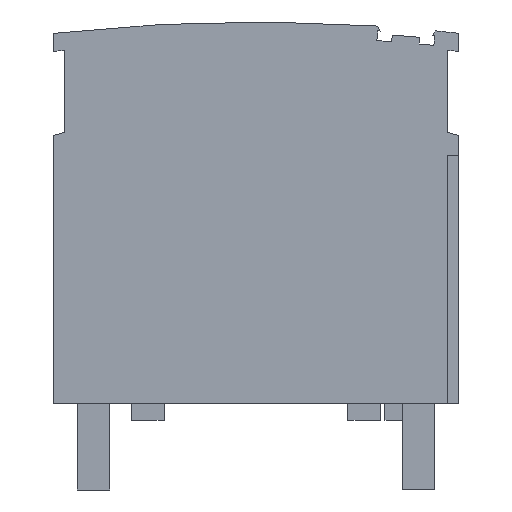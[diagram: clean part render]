
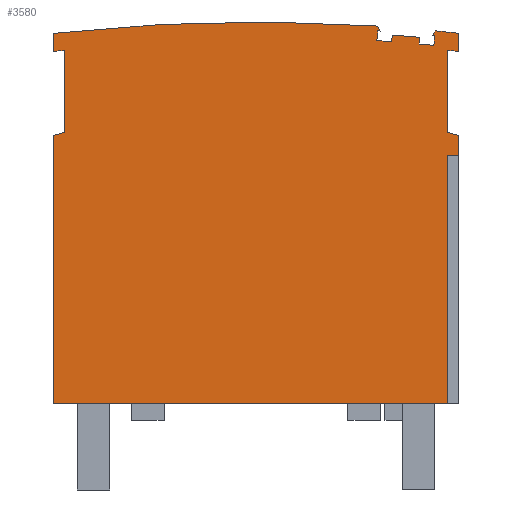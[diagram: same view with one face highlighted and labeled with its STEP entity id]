
A CAD part, left-side view. The second image highlights one B-rep face of the part: STEP entity #3580.
In plain terms, the highlighted face is planar.
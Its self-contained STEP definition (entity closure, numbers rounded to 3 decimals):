
#200=CARTESIAN_POINT('',(89.083,68.543,
-48.05));
#210=VERTEX_POINT('',#200);
#240=CARTESIAN_POINT('',(82.61,-9.,
-48.05));
#250=DIRECTION('',(-0.083,-0.997,
0.));
#260=VECTOR('',#250,1.);
#270=LINE('',#240,#260);
#280=CARTESIAN_POINT('',(88.994,67.476,
-48.05));
#290=VERTEX_POINT('',#280);
#300=EDGE_CURVE('',#210,#290,#270,.T.);
#670=CARTESIAN_POINT('',(87.402,67.609,
-48.05));
#680=VERTEX_POINT('',#670);
#710=CARTESIAN_POINT('',(87.708,-9.,
-48.05));
#720=DIRECTION('',(-0.004,1.,
0.));
#730=VECTOR('',#720,1.);
#740=LINE('',#710,#730);
#750=CARTESIAN_POINT('',(87.399,68.362,
-48.05));
#760=VERTEX_POINT('',#750);
#770=EDGE_CURVE('',#680,#760,#740,.T.);
#1120=CARTESIAN_POINT('',(88.811,68.565,
-48.05));
#1130=VERTEX_POINT('',#1120);
#1160=CARTESIAN_POINT('',(138.683,64.403,
-48.05));
#1170=DIRECTION('',(-0.997,0.083,
0.));
#1180=VECTOR('',#1170,1.);
#1190=LINE('',#1160,#1180);
#1200=EDGE_CURVE('',#210,#1130,#1190,.T.);
#1420=CARTESIAN_POINT('',(89.163,69.072,
-48.05));
#1430=VERTEX_POINT('',#1420);
#1480=CARTESIAN_POINT('',(9.371,-45.856,
-48.05));
#1490=DIRECTION('',(-0.57,-0.821,
0.));
#1500=VECTOR('',#1490,1.);
#1510=LINE('',#1480,#1500);
#1520=EDGE_CURVE('',#1430,#1130,#1510,.T.);
#1710=CARTESIAN_POINT('',(87.491,41.831,
-48.05));
#1720=DIRECTION('',(0.,0.,-1.));
#1730=DIRECTION('',(-1.,0.,0.));
#1740=AXIS2_PLACEMENT_3D('',#1710,#1720,#1730);
#1750=PLANE('',#1740);
#1760=CARTESIAN_POINT('',(69.341,-129.944,
-48.05));
#1770=DIRECTION('',(0.,0.,1.));
#1780=DIRECTION('',(1.,0.,0.));
#1790=AXIS2_PLACEMENT_3D('',#1760,#1770,#1780);
#1800=CIRCLE('',#1790,200.);
#1810=CARTESIAN_POINT('',(91.741,68.798,
-48.05));
#1820=VERTEX_POINT('',#1810);
#1830=EDGE_CURVE('',#1820,#1430,#1800,.T.);
#1840=ORIENTED_EDGE('',*,*,#1830,.T.);
#1850=CARTESIAN_POINT('',(91.741,-9.,-48.05));
#1860=DIRECTION('',(0.,1.,0.));
#1870=VECTOR('',#1860,1.);
#1880=LINE('',#1850,#1870);
#1890=CARTESIAN_POINT('',(91.741,66.785,
-48.05));
#1900=VERTEX_POINT('',#1890);
#1910=EDGE_CURVE('',#1900,#1820,#1880,.T.);
#1920=ORIENTED_EDGE('',*,*,#1910,.T.);
#1930=CARTESIAN_POINT('',(69.341,-129.944,
-48.05));
#1940=DIRECTION('',(0.,0.,-1.));
#1950=DIRECTION('',(-1.,0.,0.));
#1960=AXIS2_PLACEMENT_3D('',#1930,#1940,#1950);
#1970=CIRCLE('',#1960,198.);
#1980=CARTESIAN_POINT('',(90.49,66.924,
-48.05));
#1990=VERTEX_POINT('',#1980);
#2000=EDGE_CURVE('',#1990,#1900,#1970,.T.);
#2010=ORIENTED_EDGE('',*,*,#2000,.T.);
#2020=CARTESIAN_POINT('',(90.49,-9.,
-48.05));
#2030=DIRECTION('',(0.,1.,0.));
#2040=VECTOR('',#2030,1.);
#2050=LINE('',#2020,#2040);
#2060=CARTESIAN_POINT('',(90.49,57.856,
-48.05));
#2070=VERTEX_POINT('',#2060);
#2080=EDGE_CURVE('',#2070,#1990,#2050,.T.);
#2090=ORIENTED_EDGE('',*,*,#2080,.T.);
#2100=CARTESIAN_POINT('',(138.76,44.922,
-48.05));
#2110=DIRECTION('',(-0.966,0.259,
0.));
#2120=VECTOR('',#2110,1.);
#2130=LINE('',#2100,#2120);
#2140=CARTESIAN_POINT('',(91.741,57.52,
-48.05));
#2150=VERTEX_POINT('',#2140);
#2160=EDGE_CURVE('',#2150,#2070,#2130,.T.);
#2170=ORIENTED_EDGE('',*,*,#2160,.T.);
#2180=CARTESIAN_POINT('',(91.741,-9.,
-48.05));
#2190=DIRECTION('',(0.,-1.,0.));
#2200=VECTOR('',#2190,1.);
#2210=LINE('',#2180,#2200);
#2220=CARTESIAN_POINT('',(91.741,55.306,
-48.05));
#2230=VERTEX_POINT('',#2220);
#2240=EDGE_CURVE('',#2150,#2230,#2210,.T.);
#2250=ORIENTED_EDGE('',*,*,#2240,.F.);
#2260=CARTESIAN_POINT('',(91.741,55.306,
-48.05));
#2270=DIRECTION('',(-1.,0.,0.));
#2280=VECTOR('',#2270,1.);
#2290=LINE('',#2260,#2280);
#2300=CARTESIAN_POINT('',(90.441,55.306,
-48.05));
#2310=VERTEX_POINT('',#2300);
#2320=EDGE_CURVE('',#2230,#2310,#2290,.T.);
#2330=ORIENTED_EDGE('',*,*,#2320,.F.);
#2340=CARTESIAN_POINT('',(90.441,-45.856,
-48.05));
#2350=DIRECTION('',(0.,-1.,0.));
#2360=VECTOR('',#2350,1.);
#2370=LINE('',#2340,#2360);
#2380=CARTESIAN_POINT('',(90.441,27.856,
-48.05));
#2390=VERTEX_POINT('',#2380);
#2400=EDGE_CURVE('',#2310,#2390,#2370,.T.);
#2410=ORIENTED_EDGE('',*,*,#2400,.F.);
#2420=CARTESIAN_POINT('',(0.,27.856,
-48.05));
#2430=DIRECTION('',(-1.,0.,0.));
#2440=VECTOR('',#2430,1.);
#2450=LINE('',#2420,#2440);
#2460=CARTESIAN_POINT('',(46.941,27.856,
-48.05));
#2470=VERTEX_POINT('',#2460);
#2480=EDGE_CURVE('',#2390,#2470,#2450,.T.);
#2490=ORIENTED_EDGE('',*,*,#2480,.F.);
#2500=CARTESIAN_POINT('',(46.941,-9.,
-48.05));
#2510=DIRECTION('',(0.,-1.,0.));
#2520=VECTOR('',#2510,1.);
#2530=LINE('',#2500,#2520);
#2540=CARTESIAN_POINT('',(46.941,57.52,
-48.05));
#2550=VERTEX_POINT('',#2540);
#2560=EDGE_CURVE('',#2550,#2470,#2530,.T.);
#2570=ORIENTED_EDGE('',*,*,#2560,.T.);
#2580=CARTESIAN_POINT('',(138.605,82.082,
-48.05));
#2590=DIRECTION('',(0.966,0.259,
0.));
#2600=VECTOR('',#2590,1.);
#2610=LINE('',#2580,#2600);
#2620=CARTESIAN_POINT('',(48.192,57.856,
-48.05));
#2630=VERTEX_POINT('',#2620);
#2640=EDGE_CURVE('',#2550,#2630,#2610,.T.);
#2650=ORIENTED_EDGE('',*,*,#2640,.F.);
#2660=CARTESIAN_POINT('',(48.192,-9.,
-48.05));
#2670=DIRECTION('',(0.,1.,0.));
#2680=VECTOR('',#2670,1.);
#2690=LINE('',#2660,#2680);
#2700=CARTESIAN_POINT('',(48.192,66.924,
-48.05));
#2710=VERTEX_POINT('',#2700);
#2720=EDGE_CURVE('',#2630,#2710,#2690,.T.);
#2730=ORIENTED_EDGE('',*,*,#2720,.F.);
#2740=CARTESIAN_POINT('',(69.341,-129.944,
-48.05));
#2750=DIRECTION('',(0.,0.,1.));
#2760=DIRECTION('',(1.,0.,0.));
#2770=AXIS2_PLACEMENT_3D('',#2740,#2750,#2760);
#2780=CIRCLE('',#2770,198.);
#2790=CARTESIAN_POINT('',(46.941,66.785,
-48.05));
#2800=VERTEX_POINT('',#2790);
#2810=EDGE_CURVE('',#2710,#2800,#2780,.T.);
#2820=ORIENTED_EDGE('',*,*,#2810,.F.);
#2830=CARTESIAN_POINT('',(46.941,67.624,
-48.05));
#2840=DIRECTION('',(0.,-1.,0.));
#2850=VECTOR('',#2840,1.);
#2860=LINE('',#2830,#2850);
#2870=CARTESIAN_POINT('',(46.941,68.798,
-48.05));
#2880=VERTEX_POINT('',#2870);
#2890=EDGE_CURVE('',#2880,#2800,#2860,.T.);
#2900=ORIENTED_EDGE('',*,*,#2890,.T.);
#2910=CARTESIAN_POINT('',(69.341,-129.944,
-48.05));
#2920=DIRECTION('',(0.,0.,1.));
#2930=DIRECTION('',(1.,0.,0.));
#2940=AXIS2_PLACEMENT_3D('',#2910,#2920,#2930);
#2950=CIRCLE('',#2940,200.);
#2960=CARTESIAN_POINT('',(82.788,69.604,
-48.05));
#2970=VERTEX_POINT('',#2960);
#2980=EDGE_CURVE('',#2970,#2880,#2950,.T.);
#2990=ORIENTED_EDGE('',*,*,#2980,.T.);
#3000=CARTESIAN_POINT('',(82.864,69.442,
-48.05));
#3010=DIRECTION('',(-0.426,0.905,
0.));
#3020=VECTOR('',#3010,1.);
#3030=LINE('',#3000,#3020);
#3040=CARTESIAN_POINT('',(83.051,69.046,
-48.05));
#3050=VERTEX_POINT('',#3040);
#3060=EDGE_CURVE('',#3050,#2970,#3030,.T.);
#3070=ORIENTED_EDGE('',*,*,#3060,.T.);
#3080=CARTESIAN_POINT('',(138.683,64.403,
-48.05));
#3090=DIRECTION('',(0.997,-0.083,
0.));
#3100=VECTOR('',#3090,1.);
#3110=LINE('',#3080,#3100);
#3120=CARTESIAN_POINT('',(82.78,69.069,
-48.05));
#3130=VERTEX_POINT('',#3120);
#3140=EDGE_CURVE('',#3130,#3050,#3110,.T.);
#3150=ORIENTED_EDGE('',*,*,#3140,.T.);
#3160=CARTESIAN_POINT('',(76.263,-9.,
-48.05));
#3170=DIRECTION('',(0.083,0.997,
0.));
#3180=VECTOR('',#3170,1.);
#3190=LINE('',#3160,#3180);
#3200=CARTESIAN_POINT('',(82.691,68.003,
-48.05));
#3210=VERTEX_POINT('',#3200);
#3220=EDGE_CURVE('',#3210,#3130,#3190,.T.);
#3230=ORIENTED_EDGE('',*,*,#3220,.T.);
#3240=CARTESIAN_POINT('',(138.683,63.329,
-48.05));
#3250=DIRECTION('',(-0.997,0.083,
0.));
#3260=VECTOR('',#3250,1.);
#3270=LINE('',#3240,#3260);
#3280=CARTESIAN_POINT('',(84.282,67.87,
-48.05));
#3290=VERTEX_POINT('',#3280);
#3300=EDGE_CURVE('',#3290,#3210,#3270,.T.);
#3310=ORIENTED_EDGE('',*,*,#3300,.T.);
#3320=CARTESIAN_POINT('',(71.044,-9.,
-48.05));
#3330=DIRECTION('',(-0.17,-0.985,
0.));
#3340=VECTOR('',#3330,1.);
#3350=LINE('',#3320,#3340);
#3360=CARTESIAN_POINT('',(84.41,68.612,
-48.05));
#3370=VERTEX_POINT('',#3360);
#3380=EDGE_CURVE('',#3370,#3290,#3350,.T.);
#3390=ORIENTED_EDGE('',*,*,#3380,.T.);
#3400=CARTESIAN_POINT('',(138.683,64.081,
-48.05));
#3410=DIRECTION('',(-0.997,0.083,
0.));
#3420=VECTOR('',#3410,1.);
#3430=LINE('',#3400,#3420);
#3440=EDGE_CURVE('',#760,#3370,#3430,.T.);
#3450=ORIENTED_EDGE('',*,*,#3440,.T.);
#3460=ORIENTED_EDGE('',*,*,#770,.T.);
#3470=CARTESIAN_POINT('',(138.683,63.329,
-48.05));
#3480=DIRECTION('',(-0.997,0.083,
0.));
#3490=VECTOR('',#3480,1.);
#3500=LINE('',#3470,#3490);
#3510=EDGE_CURVE('',#290,#680,#3500,.T.);
#3520=ORIENTED_EDGE('',*,*,#3510,.T.);
#3530=ORIENTED_EDGE('',*,*,#300,.T.);
#3540=ORIENTED_EDGE('',*,*,#1200,.F.);
#3550=ORIENTED_EDGE('',*,*,#1520,.T.);
#3560=EDGE_LOOP('',(#3550,#3540,#3530,#3520,#3460,#3450,#3390,#3310,
#3230,#3150,#3070,#2990,#2900,#2820,#2730,#2650,#2570,#2490,#2410,#2330,
#2250,#2170,#2090,#2010,#1920,#1840));
#3570=FACE_OUTER_BOUND('',#3560,.T.);
#3580=ADVANCED_FACE('',(#3570),#1750,.F.);
